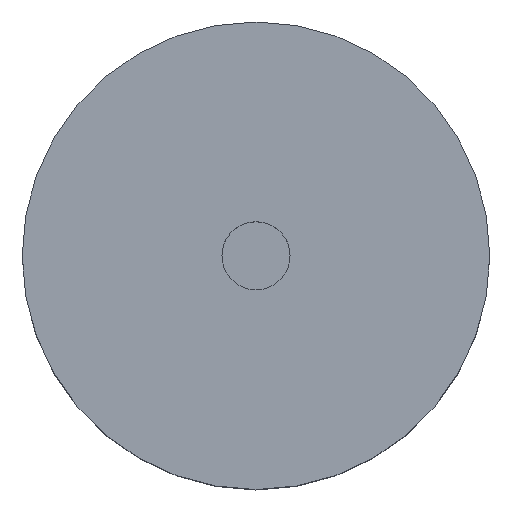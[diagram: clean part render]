
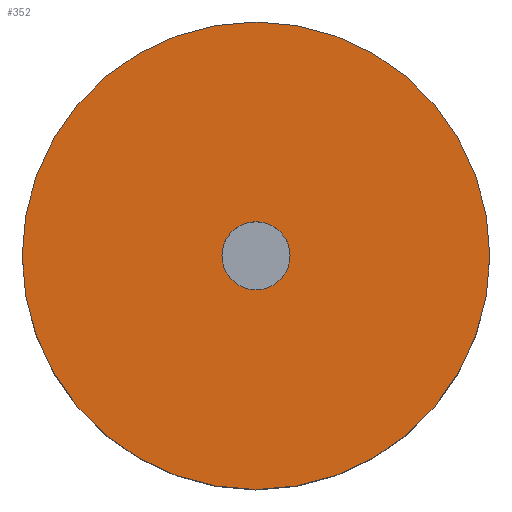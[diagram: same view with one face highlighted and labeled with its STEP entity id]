
A CAD part, top view. The second image highlights one B-rep face of the part: STEP entity #352.
In plain terms, the highlighted planar face has unit normal (0, 0, 1).
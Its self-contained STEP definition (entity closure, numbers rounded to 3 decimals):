
#149 = VERTEX_POINT('',#150);
#150 = CARTESIAN_POINT('',(-0.7,0.,5.));
#156 = EDGE_CURVE('',#157,#149,#159,.T.);
#157 = VERTEX_POINT('',#158);
#158 = CARTESIAN_POINT('',(0.7,0.,5.));
#159 = CIRCLE('',#160,0.7);
#160 = AXIS2_PLACEMENT_3D('',#161,#162,#163);
#161 = CARTESIAN_POINT('',(0.,0.,5.));
#162 = DIRECTION('',(0.,0.,1.));
#163 = DIRECTION('',(-1.,0.,0.));
#290 = EDGE_CURVE('',#291,#293,#295,.T.);
#291 = VERTEX_POINT('',#292);
#292 = CARTESIAN_POINT('',(4.8,0.,5.));
#293 = VERTEX_POINT('',#294);
#294 = CARTESIAN_POINT('',(-4.8,0.,5.));
#295 = CIRCLE('',#296,4.8);
#296 = AXIS2_PLACEMENT_3D('',#297,#298,#299);
#297 = CARTESIAN_POINT('',(0.,0.,5.));
#298 = DIRECTION('',(0.,0.,-1.));
#299 = DIRECTION('',(1.,0.,0.));
#333 = EDGE_CURVE('',#293,#291,#334,.T.);
#334 = CIRCLE('',#335,4.8);
#335 = AXIS2_PLACEMENT_3D('',#336,#337,#338);
#336 = CARTESIAN_POINT('',(0.,0.,5.));
#337 = DIRECTION('',(0.,0.,-1.));
#338 = DIRECTION('',(1.,0.,0.));
#352 = ADVANCED_FACE('',(#353,#357),#367,.F.);
#353 = FACE_BOUND('',#354,.T.);
#354 = EDGE_LOOP('',(#355,#356));
#355 = ORIENTED_EDGE('',*,*,#290,.F.);
#356 = ORIENTED_EDGE('',*,*,#333,.F.);
#357 = FACE_BOUND('',#358,.T.);
#358 = EDGE_LOOP('',(#359,#366));
#359 = ORIENTED_EDGE('',*,*,#360,.F.);
#360 = EDGE_CURVE('',#149,#157,#361,.T.);
#361 = CIRCLE('',#362,0.7);
#362 = AXIS2_PLACEMENT_3D('',#363,#364,#365);
#363 = CARTESIAN_POINT('',(0.,0.,5.));
#364 = DIRECTION('',(0.,0.,1.));
#365 = DIRECTION('',(-1.,0.,0.));
#366 = ORIENTED_EDGE('',*,*,#156,.F.);
#367 = PLANE('',#368);
#368 = AXIS2_PLACEMENT_3D('',#369,#370,#371);
#369 = CARTESIAN_POINT('',(0.,0.,5.));
#370 = DIRECTION('',(0.,0.,-1.));
#371 = DIRECTION('',(1.,0.,0.));
